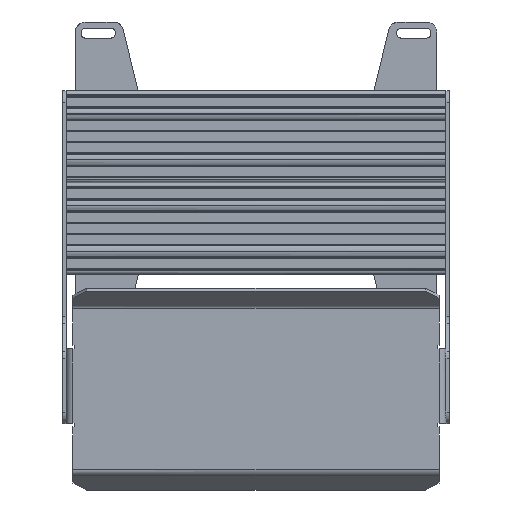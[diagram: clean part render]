
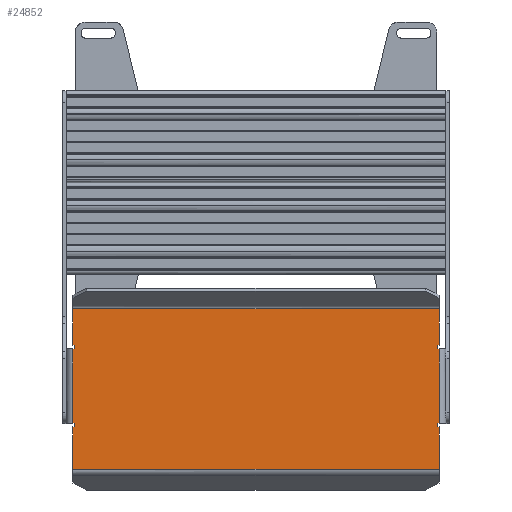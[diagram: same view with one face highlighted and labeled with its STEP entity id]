
A CAD part, top view. The second image highlights one B-rep face of the part: STEP entity #24852.
In plain terms, the highlighted free-form (B-spline) face has degree [1, 1] with [2, 2] control points.
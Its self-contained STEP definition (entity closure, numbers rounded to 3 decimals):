
#24749 = VERTEX_POINT('',#24750);
#24750 = CARTESIAN_POINT('',(-204.555,-185.959,
    80.796));
#24785 = VERTEX_POINT('',#24786);
#24786 = CARTESIAN_POINT('',(-204.555,-269.32,
    80.796));
#24792 = EDGE_CURVE('',#24785,#24749,#24793,.T.);
#24793 = B_SPLINE_CURVE_WITH_KNOTS('',1,(#24794,#24795),.UNSPECIFIED.,
  .F.,.F.,(2,2),(-120.,-55.),
  .PIECEWISE_BEZIER_KNOTS.);
#24794 = CARTESIAN_POINT('',(-204.555,-269.32,
    80.796));
#24795 = CARTESIAN_POINT('',(-204.555,-185.959,
    80.796));
#24852 = ADVANCED_FACE('',(#24853),#24987,.T.);
#24853 = FACE_BOUND('',#24854,.T.);
#24854 = EDGE_LOOP('',(#24855,#24856,#24863,#24870,#24877,#24884,#24891,
    #24898,#24905,#24912,#24919,#24926,#24933,#24940,#24947,#24954,
    #24961,#24968,#24975,#24982));
#24855 = ORIENTED_EDGE('',*,*,#24792,.F.);
#24856 = ORIENTED_EDGE('',*,*,#24857,.T.);
#24857 = EDGE_CURVE('',#24785,#24858,#24860,.T.);
#24858 = VERTEX_POINT('',#24859);
#24859 = CARTESIAN_POINT('',(-202.631,-269.32,
    80.796));
#24860 = B_SPLINE_CURVE_WITH_KNOTS('',1,(#24861,#24862),.UNSPECIFIED.,
  .F.,.F.,(2,2),(0.,1.5),.PIECEWISE_BEZIER_KNOTS.);
#24861 = CARTESIAN_POINT('',(-204.555,-269.32,
    80.796));
#24862 = CARTESIAN_POINT('',(-202.631,-269.32,
    80.796));
#24863 = ORIENTED_EDGE('',*,*,#24864,.T.);
#24864 = EDGE_CURVE('',#24858,#24865,#24867,.T.);
#24865 = VERTEX_POINT('',#24866);
#24866 = CARTESIAN_POINT('',(-202.631,-273.168,
    80.796));
#24867 = B_SPLINE_CURVE_WITH_KNOTS('',1,(#24868,#24869),.UNSPECIFIED.,
  .F.,.F.,(2,2),(13.5,16.5),
  .PIECEWISE_BEZIER_KNOTS.);
#24868 = CARTESIAN_POINT('',(-202.631,-269.32,
    80.796));
#24869 = CARTESIAN_POINT('',(-202.631,-273.168,
    80.796));
#24870 = ORIENTED_EDGE('',*,*,#24871,.T.);
#24871 = EDGE_CURVE('',#24865,#24872,#24874,.T.);
#24872 = VERTEX_POINT('',#24873);
#24873 = CARTESIAN_POINT('',(-204.555,-273.168,
    80.796));
#24874 = B_SPLINE_CURVE_WITH_KNOTS('',1,(#24875,#24876),.UNSPECIFIED.,
  .F.,.F.,(2,2),(78.25,79.75),
  .PIECEWISE_BEZIER_KNOTS.);
#24875 = CARTESIAN_POINT('',(-202.631,-273.168,
    80.796));
#24876 = CARTESIAN_POINT('',(-204.555,-273.168,
    80.796));
#24877 = ORIENTED_EDGE('',*,*,#24878,.T.);
#24878 = EDGE_CURVE('',#24872,#24879,#24881,.T.);
#24879 = VERTEX_POINT('',#24880);
#24880 = CARTESIAN_POINT('',(-204.555,-320.619,
    80.796));
#24881 = B_SPLINE_CURVE_WITH_KNOTS('',1,(#24882,#24883),.UNSPECIFIED.,
  .F.,.F.,(2,2),(-37.,0.),
  .PIECEWISE_BEZIER_KNOTS.);
#24882 = CARTESIAN_POINT('',(-204.555,-273.168,
    80.796));
#24883 = CARTESIAN_POINT('',(-204.555,-320.619,
    80.796));
#24884 = ORIENTED_EDGE('',*,*,#24885,.F.);
#24885 = EDGE_CURVE('',#24886,#24879,#24888,.T.);
#24886 = VERTEX_POINT('',#24887);
#24887 = CARTESIAN_POINT('',(204.555,-320.619,
    80.796));
#24888 = B_SPLINE_CURVE_WITH_KNOTS('',1,(#24889,#24890),.UNSPECIFIED.,
  .F.,.F.,(2,2),(-159.5,159.5),
  .PIECEWISE_BEZIER_KNOTS.);
#24889 = CARTESIAN_POINT('',(204.555,-320.619,
    80.796));
#24890 = CARTESIAN_POINT('',(-204.555,-320.619,
    80.796));
#24891 = ORIENTED_EDGE('',*,*,#24892,.T.);
#24892 = EDGE_CURVE('',#24886,#24893,#24895,.T.);
#24893 = VERTEX_POINT('',#24894);
#24894 = CARTESIAN_POINT('',(204.555,-273.168,
    80.796));
#24895 = B_SPLINE_CURVE_WITH_KNOTS('',1,(#24896,#24897),.UNSPECIFIED.,
  .F.,.F.,(2,2),(0.,37.),.PIECEWISE_BEZIER_KNOTS.);
#24896 = CARTESIAN_POINT('',(204.555,-320.619,
    80.796));
#24897 = CARTESIAN_POINT('',(204.555,-273.168,
    80.796));
#24898 = ORIENTED_EDGE('',*,*,#24899,.T.);
#24899 = EDGE_CURVE('',#24893,#24900,#24902,.T.);
#24900 = VERTEX_POINT('',#24901);
#24901 = CARTESIAN_POINT('',(202.631,-273.168,
    80.796));
#24902 = B_SPLINE_CURVE_WITH_KNOTS('',1,(#24903,#24904),.UNSPECIFIED.,
  .F.,.F.,(2,2),(-80.5,-79.),
  .PIECEWISE_BEZIER_KNOTS.);
#24903 = CARTESIAN_POINT('',(204.555,-273.168,
    80.796));
#24904 = CARTESIAN_POINT('',(202.631,-273.168,
    80.796));
#24905 = ORIENTED_EDGE('',*,*,#24906,.T.);
#24906 = EDGE_CURVE('',#24900,#24907,#24909,.T.);
#24907 = VERTEX_POINT('',#24908);
#24908 = CARTESIAN_POINT('',(202.631,-269.32,
    80.796));
#24909 = B_SPLINE_CURVE_WITH_KNOTS('',1,(#24910,#24911),.UNSPECIFIED.,
  .F.,.F.,(2,2),(-18.,-15.),
  .PIECEWISE_BEZIER_KNOTS.);
#24910 = CARTESIAN_POINT('',(202.631,-273.168,
    80.796));
#24911 = CARTESIAN_POINT('',(202.631,-269.32,
    80.796));
#24912 = ORIENTED_EDGE('',*,*,#24913,.T.);
#24913 = EDGE_CURVE('',#24907,#24914,#24916,.T.);
#24914 = VERTEX_POINT('',#24915);
#24915 = CARTESIAN_POINT('',(204.555,-269.32,
    80.796));
#24916 = B_SPLINE_CURVE_WITH_KNOTS('',1,(#24917,#24918),.UNSPECIFIED.,
  .F.,.F.,(2,2),(78.25,79.75),
  .PIECEWISE_BEZIER_KNOTS.);
#24917 = CARTESIAN_POINT('',(202.631,-269.32,
    80.796));
#24918 = CARTESIAN_POINT('',(204.555,-269.32,
    80.796));
#24919 = ORIENTED_EDGE('',*,*,#24920,.F.);
#24920 = EDGE_CURVE('',#24921,#24914,#24923,.T.);
#24921 = VERTEX_POINT('',#24922);
#24922 = CARTESIAN_POINT('',(204.555,-185.959,
    80.796));
#24923 = B_SPLINE_CURVE_WITH_KNOTS('',1,(#24924,#24925),.UNSPECIFIED.,
  .F.,.F.,(2,2),(55.,120.),
  .PIECEWISE_BEZIER_KNOTS.);
#24924 = CARTESIAN_POINT('',(204.555,-185.959,
    80.796));
#24925 = CARTESIAN_POINT('',(204.555,-269.32,
    80.796));
#24926 = ORIENTED_EDGE('',*,*,#24927,.T.);
#24927 = EDGE_CURVE('',#24921,#24928,#24930,.T.);
#24928 = VERTEX_POINT('',#24929);
#24929 = CARTESIAN_POINT('',(202.631,-185.959,
    80.796));
#24930 = B_SPLINE_CURVE_WITH_KNOTS('',1,(#24931,#24932),.UNSPECIFIED.,
  .F.,.F.,(2,2),(56.,57.5),
  .PIECEWISE_BEZIER_KNOTS.);
#24931 = CARTESIAN_POINT('',(204.555,-185.959,
    80.796));
#24932 = CARTESIAN_POINT('',(202.631,-185.959,
    80.796));
#24933 = ORIENTED_EDGE('',*,*,#24934,.T.);
#24934 = EDGE_CURVE('',#24928,#24935,#24937,.T.);
#24935 = VERTEX_POINT('',#24936);
#24936 = CARTESIAN_POINT('',(202.631,-182.112,
    80.796));
#24937 = B_SPLINE_CURVE_WITH_KNOTS('',1,(#24938,#24939),.UNSPECIFIED.,
  .F.,.F.,(2,2),(16.,19.),
  .PIECEWISE_BEZIER_KNOTS.);
#24938 = CARTESIAN_POINT('',(202.631,-185.959,
    80.796));
#24939 = CARTESIAN_POINT('',(202.631,-182.112,
    80.796));
#24940 = ORIENTED_EDGE('',*,*,#24941,.T.);
#24941 = EDGE_CURVE('',#24935,#24942,#24944,.T.);
#24942 = VERTEX_POINT('',#24943);
#24943 = CARTESIAN_POINT('',(204.555,-182.112,
    80.796));
#24944 = B_SPLINE_CURVE_WITH_KNOTS('',1,(#24945,#24946),.UNSPECIFIED.,
  .F.,.F.,(2,2),(78.25,79.75),
  .PIECEWISE_BEZIER_KNOTS.);
#24945 = CARTESIAN_POINT('',(202.631,-182.112,
    80.796));
#24946 = CARTESIAN_POINT('',(204.555,-182.112,
    80.796));
#24947 = ORIENTED_EDGE('',*,*,#24948,.T.);
#24948 = EDGE_CURVE('',#24942,#24949,#24951,.T.);
#24949 = VERTEX_POINT('',#24950);
#24950 = CARTESIAN_POINT('',(204.555,-141.072,
    80.796));
#24951 = B_SPLINE_CURVE_WITH_KNOTS('',1,(#24952,#24953),.UNSPECIFIED.,
  .F.,.F.,(2,2),(108.,140.),
  .PIECEWISE_BEZIER_KNOTS.);
#24952 = CARTESIAN_POINT('',(204.555,-182.112,
    80.796));
#24953 = CARTESIAN_POINT('',(204.555,-141.072,
    80.796));
#24954 = ORIENTED_EDGE('',*,*,#24955,.F.);
#24955 = EDGE_CURVE('',#24956,#24949,#24958,.T.);
#24956 = VERTEX_POINT('',#24957);
#24957 = CARTESIAN_POINT('',(-204.555,-141.072,
    80.796));
#24958 = B_SPLINE_CURVE_WITH_KNOTS('',1,(#24959,#24960),.UNSPECIFIED.,
  .F.,.F.,(2,2),(-159.5,159.5),
  .PIECEWISE_BEZIER_KNOTS.);
#24959 = CARTESIAN_POINT('',(-204.555,-141.072,
    80.796));
#24960 = CARTESIAN_POINT('',(204.555,-141.072,
    80.796));
#24961 = ORIENTED_EDGE('',*,*,#24962,.T.);
#24962 = EDGE_CURVE('',#24956,#24963,#24965,.T.);
#24963 = VERTEX_POINT('',#24964);
#24964 = CARTESIAN_POINT('',(-204.555,-182.112,
    80.796));
#24965 = B_SPLINE_CURVE_WITH_KNOTS('',1,(#24966,#24967),.UNSPECIFIED.,
  .F.,.F.,(2,2),(17.927,49.927),
  .PIECEWISE_BEZIER_KNOTS.);
#24966 = CARTESIAN_POINT('',(-204.555,-141.072,
    80.796));
#24967 = CARTESIAN_POINT('',(-204.555,-182.112,
    80.796));
#24968 = ORIENTED_EDGE('',*,*,#24969,.T.);
#24969 = EDGE_CURVE('',#24963,#24970,#24972,.T.);
#24970 = VERTEX_POINT('',#24971);
#24971 = CARTESIAN_POINT('',(-202.631,-182.112,
    80.796));
#24972 = B_SPLINE_CURVE_WITH_KNOTS('',1,(#24973,#24974),.UNSPECIFIED.,
  .F.,.F.,(2,2),(-80.5,-79.),
  .PIECEWISE_BEZIER_KNOTS.);
#24973 = CARTESIAN_POINT('',(-204.555,-182.112,
    80.796));
#24974 = CARTESIAN_POINT('',(-202.631,-182.112,
    80.796));
#24975 = ORIENTED_EDGE('',*,*,#24976,.T.);
#24976 = EDGE_CURVE('',#24970,#24977,#24979,.T.);
#24977 = VERTEX_POINT('',#24978);
#24978 = CARTESIAN_POINT('',(-202.631,-185.959,
    80.796));
#24979 = B_SPLINE_CURVE_WITH_KNOTS('',1,(#24980,#24981),.UNSPECIFIED.,
  .F.,.F.,(2,2),(-20.5,-17.5),
  .PIECEWISE_BEZIER_KNOTS.);
#24980 = CARTESIAN_POINT('',(-202.631,-182.112,
    80.796));
#24981 = CARTESIAN_POINT('',(-202.631,-185.959,
    80.796));
#24982 = ORIENTED_EDGE('',*,*,#24983,.T.);
#24983 = EDGE_CURVE('',#24977,#24749,#24984,.T.);
#24984 = B_SPLINE_CURVE_WITH_KNOTS('',1,(#24985,#24986),.UNSPECIFIED.,
  .F.,.F.,(2,2),(78.25,79.75),
  .PIECEWISE_BEZIER_KNOTS.);
#24985 = CARTESIAN_POINT('',(-202.631,-185.959,
    80.796));
#24986 = CARTESIAN_POINT('',(-204.555,-185.959,
    80.796));
#24987 = B_SPLINE_SURFACE_WITH_KNOTS('',1,1,(
    (#24988,#24989)
    ,(#24990,#24991
    )),.UNSPECIFIED.,.F.,.F.,.F.,(2,2),(2,2),(-159.5,
    159.5),(-70.,70.),
  .PIECEWISE_BEZIER_KNOTS.);
#24988 = CARTESIAN_POINT('',(-204.555,-320.619,
    80.796));
#24989 = CARTESIAN_POINT('',(-204.555,-141.072,
    80.796));
#24990 = CARTESIAN_POINT('',(204.555,-320.619,
    80.796));
#24991 = CARTESIAN_POINT('',(204.555,-141.072,
    80.796));
